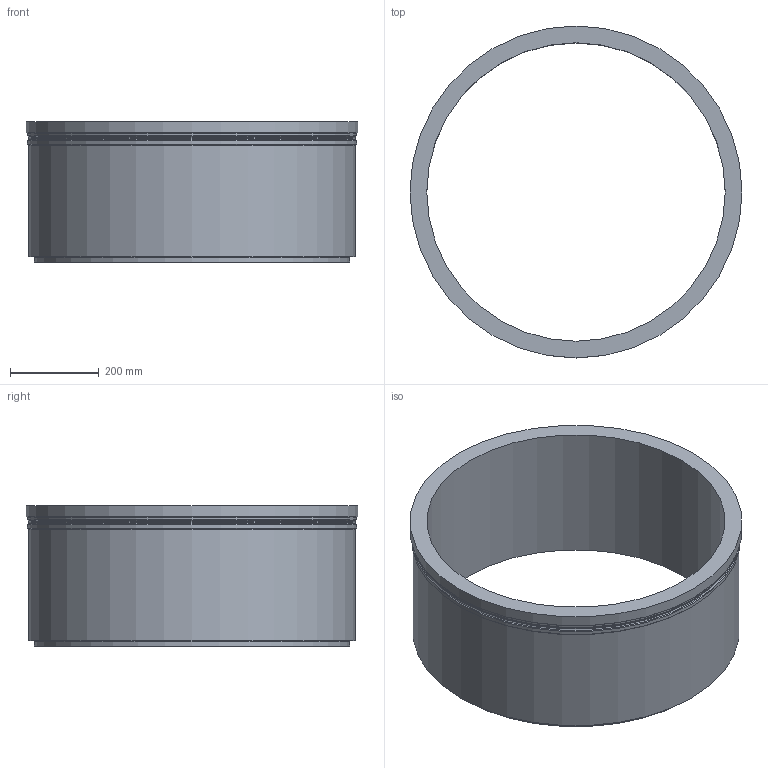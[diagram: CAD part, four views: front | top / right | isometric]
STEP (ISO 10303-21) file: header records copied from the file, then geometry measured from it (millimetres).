
FILE_DESCRIPTION(/* description */ ('26 1/2" ID x 1 1/4" WALL x 12 1/2" HCWI LINER, ASTM A532 CLASS III TYPE A, LEVEL 2, PF#(TBD)'),/* implementation_level */ '2;1');
FILE_NAME(/* name */ 'A1-19037-100-06 HCWI liner - pup - 1-10-20.stp',/* time_stamp */ '2020-01-10T10:20:22-07:00',/* author */ ('Graeme_Van_Dongen'),/* organization */ (''),/* preprocessor_version */ 'ST-DEVELOPER v16.5',/* originating_system */ 'Autodesk Inventor 2017',/* authorisation */ '');
FILE_SCHEMA (('AUTOMOTIVE_DESIGN { 1 0 10303 214 3 1 1 }'));
Length unit declared in the file: inch
Products named in the file (1): A1-19037-100-06 HCWI liner - pup
Bounding box: 748.79 x 748.79 x 317.5 mm (x, y, z)
Volume: 22434453.2 mm3; surface area: 1572947.7 mm2
Topology: 1 solids, 1 shells, 20 faces, 39 edges, 23 vertices
Faces by surface type: cylinder 7, cone 5, torus 4, plane 4
Full cylindrical faces by diameter (mm): 673.1 x1, 710.692 x1, 736.092 x1, 736.6 x1, 742.442 x2, 748.792 x1
Entity records: 440 total; most frequent: DIRECTION 82, CARTESIAN_POINT 61, AXIS2_PLACEMENT_3D 41, EDGE_LOOP 40, ORIENTED_EDGE 40, FACE_BOUND 20, FACE_OUTER_BOUND 20, CIRCLE 20
